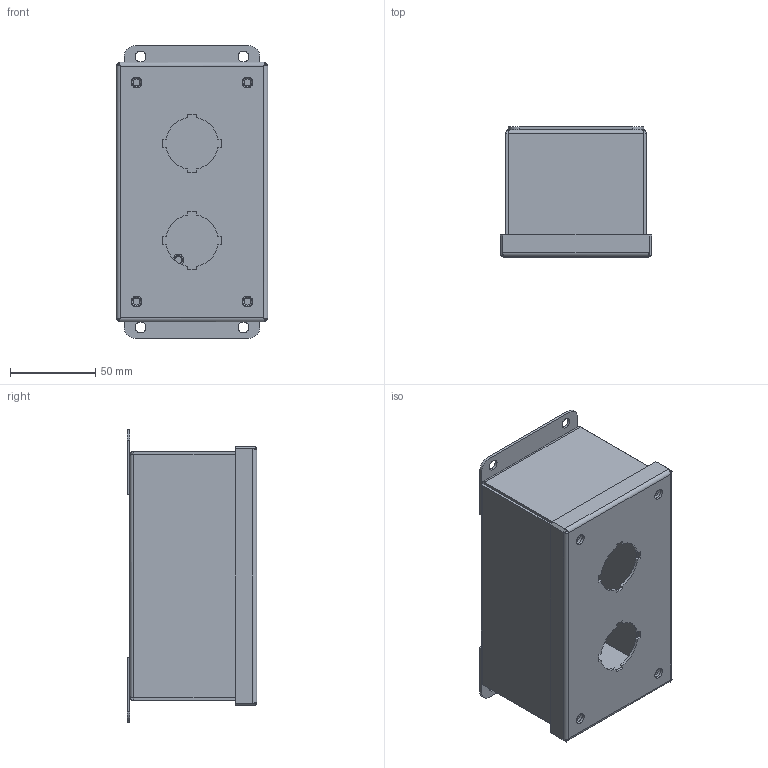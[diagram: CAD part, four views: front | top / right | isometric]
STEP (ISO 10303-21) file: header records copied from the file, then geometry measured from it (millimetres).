
FILE_DESCRIPTION( ( 'Unknown' ), '1' );
FILE_NAME( '2PB.stp', 'Unknown', ( 'Unknown' ), ( 'Unknown' ), 'PSStep 16.0.42', 'Unknown', ' ' );
FILE_SCHEMA( ( 'AUTOMOTIVE_DESIGN { 1 0 10303 214 1 1 1 1 }' ) );
Length unit declared in the file: millimetre
Products named in the file (9): 2PB_COUVERCLE; 2PB-C; 2PB_GASKET; 2PB_BOITIER; 10-32 x 0.500 AC_CD 201-008-772; INSERT 10-32 AVK ALS4-1032-130; 2PB-B; 2PB-P; Assem1
Assembly tree (12 placements, depth 3):
  Assem1
    2PB_BOITIER
      10-32 x 0.500 AC_CD 201-008-772
      INSERT 10-32 AVK ALS4-1032-130  x4
      2PB-B
      2PB-P  x2
    2PB_COUVERCLE
      2PB-C
      2PB_GASKET
Bounding box: 88.9 x 76.07 x 171.45 mm (x, y, z)
Volume: 150637.1 mm3; surface area: 162937.9 mm2
Topology: 10 solids, 10 shells, 371 faces, 881 edges, 565 vertices
Faces by surface type: plane 233, cylinder 81, extrusion 28, bspline 16, cone 9, torus 4
Full cylindrical faces by diameter (mm): 0.508 x1, 3.023 x1, 3.175 x1, 4.039 x4, 4.826 x1, 5.486 x4, 6.223 x4, 6.35 x12, 6.502 x1, 6.731 x4, 7.366 x4, 7.518 x4, 7.925 x4
Entity records: 13782 total; most frequent: CARTESIAN_POINT 3795, ORIENTED_EDGE 1476, DIRECTION 1272, EDGE_CURVE 738, VERTEX_POINT 492, VECTOR 458, EDGE_LOOP 446, LINE 430
